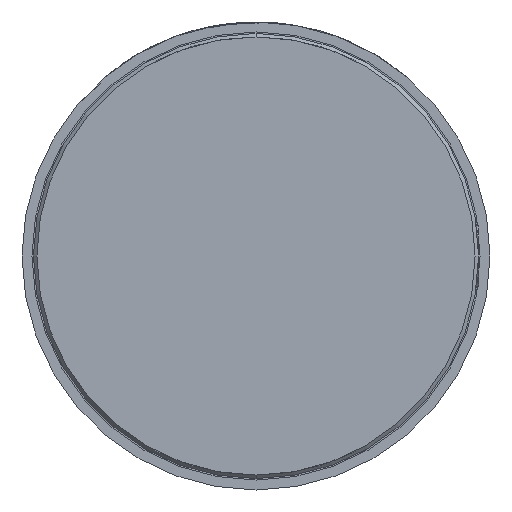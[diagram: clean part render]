
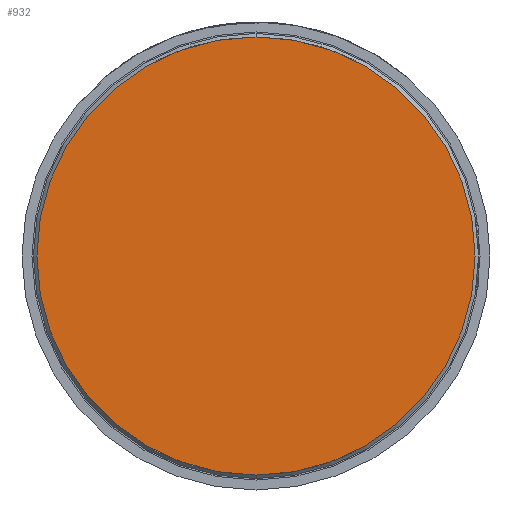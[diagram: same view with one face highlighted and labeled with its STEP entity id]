
A CAD part, front view. The second image highlights one B-rep face of the part: STEP entity #932.
In plain terms, the highlighted planar face has unit normal (0, -1, 0).
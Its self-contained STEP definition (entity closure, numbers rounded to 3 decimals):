
#102 = EDGE_CURVE ( 'Defeature ausgef�hrt1_8+Defeature ausgef�hrt1_15+Defeature ausgef�hrt1_15+Defeature ausgef�hrt1_15', #4327, #612, #861, .T. ) ;
#207 = CARTESIAN_POINT ( 'NONE',  ( 0., 0., -1.9 ) ) ;
#612 = VERTEX_POINT ( 'NONE', #4616 ) ;
#861 = CIRCLE ( 'NONE', #2537, 2.2 ) ;
#889 = CARTESIAN_POINT ( 'NONE',  ( 2.2, 0., 0. ) ) ;
#932 = ADVANCED_FACE ( 'Defeature ausgef�hrt1_8', ( #3044 ), #2101, .F. ) ;
#1298 = CARTESIAN_POINT ( 'NONE',  ( 0., 0., 0. ) ) ;
#1722 = DIRECTION ( 'NONE',  ( 0., -1., 0. ) ) ;
#1829 = CIRCLE ( 'NONE', #1907, 2.2 ) ;
#1907 = AXIS2_PLACEMENT_3D ( 'NONE', #1298, #4525, #3499 ) ;
#2101 = PLANE ( 'NONE',  #3428 ) ;
#2477 = EDGE_CURVE ( 'Defeature ausgef�hrt1_8+Defeature ausgef�hrt1_15+Defeature ausgef�hrt1_15+Defeature ausgef�hrt1_15', #612, #4327, #1829, .T. ) ;
#2494 = ORIENTED_EDGE ( 'NONE', *, *, #102, .T. ) ;
#2537 = AXIS2_PLACEMENT_3D ( 'NONE', #4264, #1722, #3188 ) ;
#3044 = FACE_OUTER_BOUND ( 'NONE', #4460, .T. ) ;
#3164 = DIRECTION ( 'NONE',  ( 0., 1., 0. ) ) ;
#3188 = DIRECTION ( 'NONE',  ( -1., 0., 0. ) ) ;
#3428 = AXIS2_PLACEMENT_3D ( 'NONE', #207, #3164, #3522 ) ;
#3479 = ORIENTED_EDGE ( 'NONE', *, *, #2477, .T. ) ;
#3499 = DIRECTION ( 'NONE',  ( -1., 0., 0. ) ) ;
#3522 = DIRECTION ( 'NONE',  ( 1., 0., 0. ) ) ;
#4264 = CARTESIAN_POINT ( 'NONE',  ( 0., 0., 0. ) ) ;
#4327 = VERTEX_POINT ( 'NONE', #889 ) ;
#4460 = EDGE_LOOP ( 'NONE', ( #3479, #2494 ) ) ;
#4525 = DIRECTION ( 'NONE',  ( 0., -1., 0. ) ) ;
#4616 = CARTESIAN_POINT ( 'NONE',  ( -2.2, 0., 0. ) ) ;
